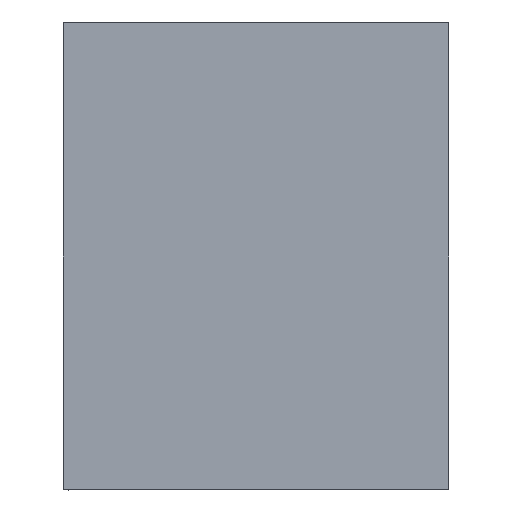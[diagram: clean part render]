
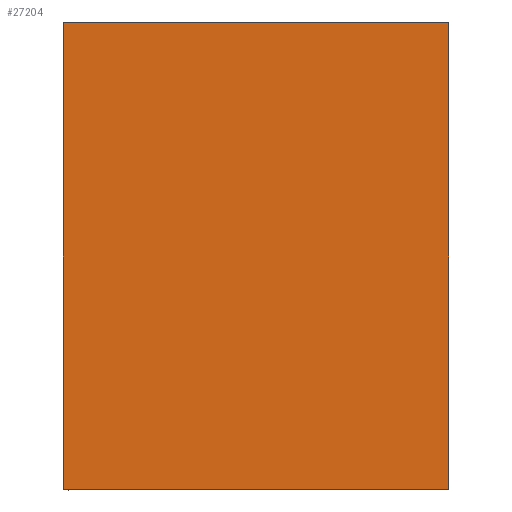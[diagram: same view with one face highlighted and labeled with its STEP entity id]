
A CAD part, left-side view. The second image highlights one B-rep face of the part: STEP entity #27204.
In plain terms, the highlighted face is planar.
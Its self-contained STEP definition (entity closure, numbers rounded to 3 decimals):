
#441 = VECTOR ( 'NONE', #36200, 1000. ) ;
#464 = LINE ( 'NONE', #14014, #441 ) ;
#1722 = EDGE_CURVE ( 'NONE', #25405, #11153, #42210, .T. ) ;
#3717 = DIRECTION ( 'NONE',  ( 0., 0., 1. ) ) ;
#5058 = CARTESIAN_POINT ( 'NONE',  ( 155., -69.7, 85. ) ) ;
#6178 = FACE_OUTER_BOUND ( 'NONE', #32588, .T. ) ;
#6681 = CARTESIAN_POINT ( 'NONE',  ( 155., -70., 85. ) ) ;
#6858 = VERTEX_POINT ( 'NONE', #30424 ) ;
#8632 = CARTESIAN_POINT ( 'NONE',  ( 155., -70., -85. ) ) ;
#9837 = CARTESIAN_POINT ( 'NONE',  ( 155., 0., 0. ) ) ;
#10208 = LINE ( 'NONE', #33222, #39544 ) ;
#10305 = VERTEX_POINT ( 'NONE', #26001 ) ;
#11153 = VERTEX_POINT ( 'NONE', #39306 ) ;
#11213 = ORIENTED_EDGE ( 'NONE', *, *, #23230, .T. ) ;
#12306 = VERTEX_POINT ( 'NONE', #13655 ) ;
#12348 = AXIS2_PLACEMENT_3D ( 'NONE', #9837, #16502, #12643 ) ;
#12382 = EDGE_CURVE ( 'NONE', #6858, #25405, #26957, .T. ) ;
#12396 = EDGE_CURVE ( 'NONE', #30536, #20265, #10208, .T. ) ;
#12643 = DIRECTION ( 'NONE',  ( 0., 0., -1. ) ) ;
#13438 = ORIENTED_EDGE ( 'NONE', *, *, #1722, .T. ) ;
#13655 = CARTESIAN_POINT ( 'NONE',  ( 155., 69.7, -85. ) ) ;
#14014 = CARTESIAN_POINT ( 'NONE',  ( 155., -77.35, -77.35 ) ) ;
#15322 = CARTESIAN_POINT ( 'NONE',  ( 155., 77.35, -77.35 ) ) ;
#15478 = VECTOR ( 'NONE', #40119, 1000. ) ;
#16344 = ORIENTED_EDGE ( 'NONE', *, *, #38109, .T. ) ;
#16502 = DIRECTION ( 'NONE',  ( 1., 0., 0. ) ) ;
#17002 = VECTOR ( 'NONE', #18328, 1000. ) ;
#17095 = EDGE_CURVE ( 'NONE', #11153, #10305, #35952, .T. ) ;
#18185 = VECTOR ( 'NONE', #23025, 1000. ) ;
#18310 = LINE ( 'NONE', #8632, #21104 ) ;
#18328 = DIRECTION ( 'NONE',  ( 0., 0.707, 0.707 ) ) ;
#18868 = VECTOR ( 'NONE', #32151, 1000. ) ;
#19265 = CARTESIAN_POINT ( 'NONE',  ( 155., -69.7, -85. ) ) ;
#19372 = DIRECTION ( 'NONE',  ( 0., -0.707, -0.707 ) ) ;
#20265 = VERTEX_POINT ( 'NONE', #38044 ) ;
#20511 = EDGE_CURVE ( 'NONE', #10305, #27467, #464, .T. ) ;
#21104 = VECTOR ( 'NONE', #21747, 1000. ) ;
#21747 = DIRECTION ( 'NONE',  ( 0., 1., 0. ) ) ;
#23025 = DIRECTION ( 'NONE',  ( 0., 0., -1. ) ) ;
#23085 = ORIENTED_EDGE ( 'NONE', *, *, #12382, .T. ) ;
#23230 = EDGE_CURVE ( 'NONE', #12306, #30536, #25409, .T. ) ;
#24051 = EDGE_CURVE ( 'NONE', #27467, #12306, #18310, .T. ) ;
#25405 = VERTEX_POINT ( 'NONE', #5058 ) ;
#25409 = LINE ( 'NONE', #15322, #17002 ) ;
#26001 = CARTESIAN_POINT ( 'NONE',  ( 155., -70., -84.7 ) ) ;
#26655 = ORIENTED_EDGE ( 'NONE', *, *, #20511, .T. ) ;
#26957 = LINE ( 'NONE', #33008, #15478 ) ;
#27204 = ADVANCED_FACE ( 'NONE', ( #6178 ), #35670, .T. ) ;
#27467 = VERTEX_POINT ( 'NONE', #19265 ) ;
#28038 = LINE ( 'NONE', #41192, #18868 ) ;
#28380 = ORIENTED_EDGE ( 'NONE', *, *, #12396, .T. ) ;
#30424 = CARTESIAN_POINT ( 'NONE',  ( 155., 69.7, 85. ) ) ;
#30536 = VERTEX_POINT ( 'NONE', #31658 ) ;
#31658 = CARTESIAN_POINT ( 'NONE',  ( 155., 70., -84.7 ) ) ;
#32151 = DIRECTION ( 'NONE',  ( 0., -0.707, 0.707 ) ) ;
#32588 = EDGE_LOOP ( 'NONE', ( #41322, #11213, #28380, #16344, #23085, #13438, #34572, #26655 ) ) ;
#32709 = CARTESIAN_POINT ( 'NONE',  ( 155., -77.35, 77.35 ) ) ;
#33008 = CARTESIAN_POINT ( 'NONE',  ( 155., 70., 85. ) ) ;
#33222 = CARTESIAN_POINT ( 'NONE',  ( 155., 70., -85. ) ) ;
#34572 = ORIENTED_EDGE ( 'NONE', *, *, #17095, .T. ) ;
#35670 = PLANE ( 'NONE',  #12348 ) ;
#35832 = VECTOR ( 'NONE', #19372, 1000. ) ;
#35952 = LINE ( 'NONE', #6681, #18185 ) ;
#36200 = DIRECTION ( 'NONE',  ( 0., 0.707, -0.707 ) ) ;
#38044 = CARTESIAN_POINT ( 'NONE',  ( 155., 70., 84.7 ) ) ;
#38109 = EDGE_CURVE ( 'NONE', #20265, #6858, #28038, .T. ) ;
#39306 = CARTESIAN_POINT ( 'NONE',  ( 155., -70., 84.7 ) ) ;
#39544 = VECTOR ( 'NONE', #3717, 1000. ) ;
#40119 = DIRECTION ( 'NONE',  ( 0., -1., 0. ) ) ;
#41192 = CARTESIAN_POINT ( 'NONE',  ( 155., 77.35, 77.35 ) ) ;
#41322 = ORIENTED_EDGE ( 'NONE', *, *, #24051, .T. ) ;
#42210 = LINE ( 'NONE', #32709, #35832 ) ;
